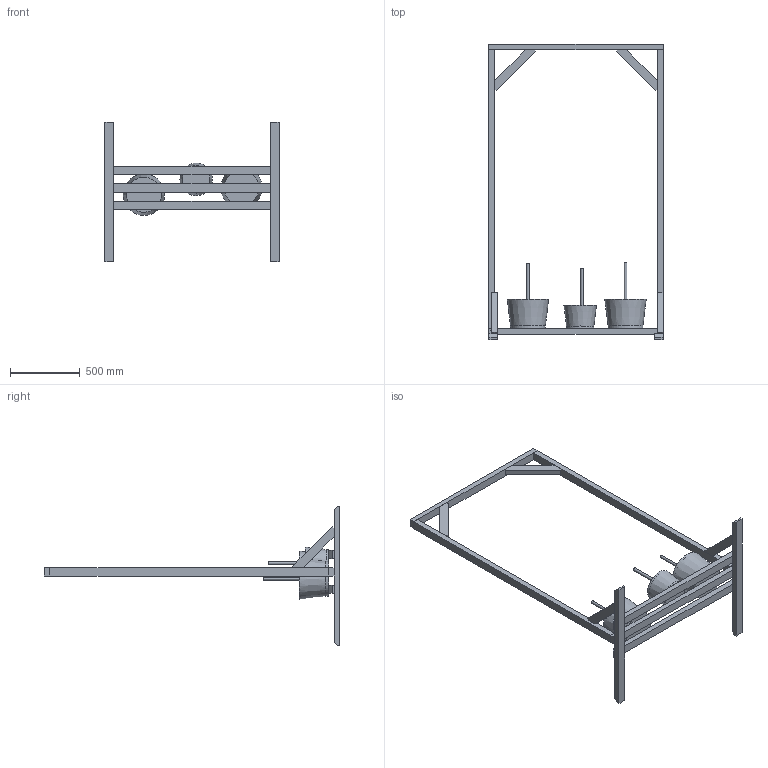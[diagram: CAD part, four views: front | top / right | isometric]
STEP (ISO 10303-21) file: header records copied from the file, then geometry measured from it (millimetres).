
FILE_DESCRIPTION(/* description */ (''),/* implementation_level */ '2;1');
FILE_NAME(/* name */ 'Frame Planter v2.step',/* time_stamp */ '2016-05-25T00:21:42+02:00',/* author */ (''),/* organization */ (''),/* preprocessor_version */ 'ST-DEVELOPER v16.5',/* originating_system */ 'Autodesk Translation Framework v5.0.0.3310',/* authorisation */ '');
FILE_SCHEMA (('AUTOMOTIVE_DESIGN { 1 0 10303 214 3 1 1 }'));
Length unit declared in the file: centimetre
Products named in the file (9): Frame Planter v2; Component1; Component2; Component3; Component4; Component5; Component6; Component7; Component8
Assembly tree (15 placements, depth 2):
  Frame Planter v2
    Component1  x2
    Component2  x2
    Component3  x2
    Component4  x2
    Component5  x2
    Component6  x2
    Component7  x2
    Component8
Bounding box: 1250 x 2120 x 1000 mm (x, y, z)
Volume: 59959839.9 mm3; surface area: 3571846.5 mm2
Topology: 20 solids, 20 shells, 131 faces, 261 edges, 173 vertices
Faces by surface type: plane 119, cylinder 9, cone 3
Full cylindrical faces by diameter (mm): 20 x3, 196.911 x1, 216.084 x1, 250.599 x2, 275 x2
Entity records: 1965 total; most frequent: DIRECTION 330, CARTESIAN_POINT 312, ORIENTED_EDGE 256, EDGE_CURVE 128, LINE 114, VECTOR 114, AXIS2_PLACEMENT_3D 108, VERTEX_POINT 90
